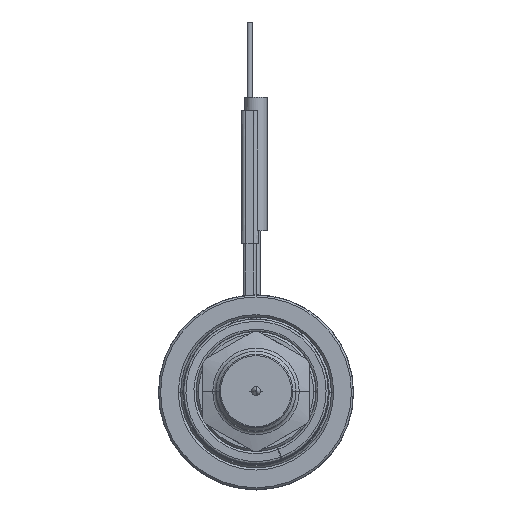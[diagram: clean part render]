
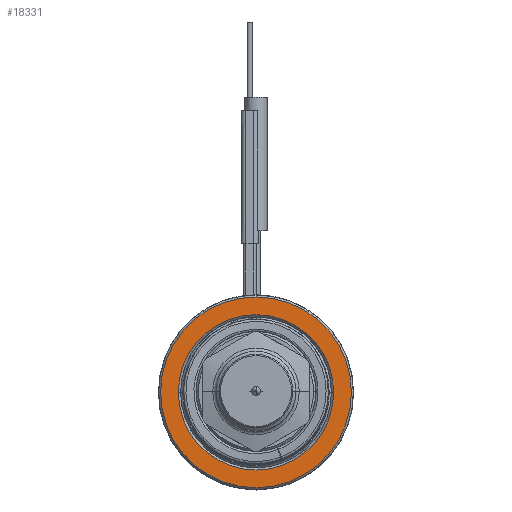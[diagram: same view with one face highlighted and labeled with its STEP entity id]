
A CAD part, top view. The second image highlights one B-rep face of the part: STEP entity #18331.
In plain terms, the highlighted planar face has unit normal (0, 0, 1).
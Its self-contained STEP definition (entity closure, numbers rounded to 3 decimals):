
#6902=CARTESIAN_POINT('',(0.,0.,40.));
#6903=DIRECTION('',(0.,0.,-1.));
#6904=DIRECTION('',(-1.,0.,0.));
#6905=AXIS2_PLACEMENT_3D('',#6902,#6903,#6904);
#6916=CARTESIAN_POINT('',(0.,0.,
40.));
#6917=DIRECTION('',(0.,0.,-1.));
#6918=DIRECTION('',(1.,0.,0.));
#6919=AXIS2_PLACEMENT_3D('',#6916,#6917,#6918);
#6930=CARTESIAN_POINT('',(0.,0.,
40.));
#6931=DIRECTION('',(0.,0.,-1.));
#6932=DIRECTION('',(1.,0.,0.));
#6933=AXIS2_PLACEMENT_3D('',#6930,#6931,#6932);
#6944=CARTESIAN_POINT('',(0.,0.,
40.));
#6945=DIRECTION('',(0.,0.,-1.));
#6946=DIRECTION('',(-1.,0.,0.));
#6947=AXIS2_PLACEMENT_3D('',#6944,#6945,#6946);
#7154=CARTESIAN_POINT('',(21.5,0.,40.));
#7155=CARTESIAN_POINT('',(-21.5,0.,40.));
#7156=VERTEX_POINT('',#7154);
#7157=VERTEX_POINT('',#7155);
#7158=CARTESIAN_POINT('',(17.5,0.,40.));
#7159=CARTESIAN_POINT('',(-17.5,0.,40.));
#7160=VERTEX_POINT('',#7158);
#7161=VERTEX_POINT('',#7159);
#18316=CARTESIAN_POINT('',(0.,0.,40.));
#18317=DIRECTION('',(0.,0.,1.));
#18318=DIRECTION('',(-1.,0.,0.));
#18319=AXIS2_PLACEMENT_3D('',#18316,#18317,#18318);
#18320=PLANE('',#18319);
#18321=ORIENTED_EDGE('',*,*,#18298,.T.);
#18322=ORIENTED_EDGE('',*,*,#18283,.T.);
#18323=EDGE_LOOP('',(#18321,#18322));
#18324=FACE_OUTER_BOUND('',#18323,.F.);
#18326=ORIENTED_EDGE('',*,*,#18325,.F.);
#18328=ORIENTED_EDGE('',*,*,#18327,.F.);
#18329=EDGE_LOOP('',(#18326,#18328));
#18330=FACE_BOUND('',#18329,.F.);
#6906=CIRCLE('',#6905,21.5);
#6920=CIRCLE('',#6919,21.5);
#6934=CIRCLE('',#6933,17.5);
#6948=CIRCLE('',#6947,17.5);
#18283=EDGE_CURVE('',#7157,#7156,#6906,.T.);
#18298=EDGE_CURVE('',#7156,#7157,#6920,.T.);
#18325=EDGE_CURVE('',#7160,#7161,#6934,.T.);
#18327=EDGE_CURVE('',#7161,#7160,#6948,.T.);
#18331=ADVANCED_FACE('',(#18324,#18330),#18320,.T.);
